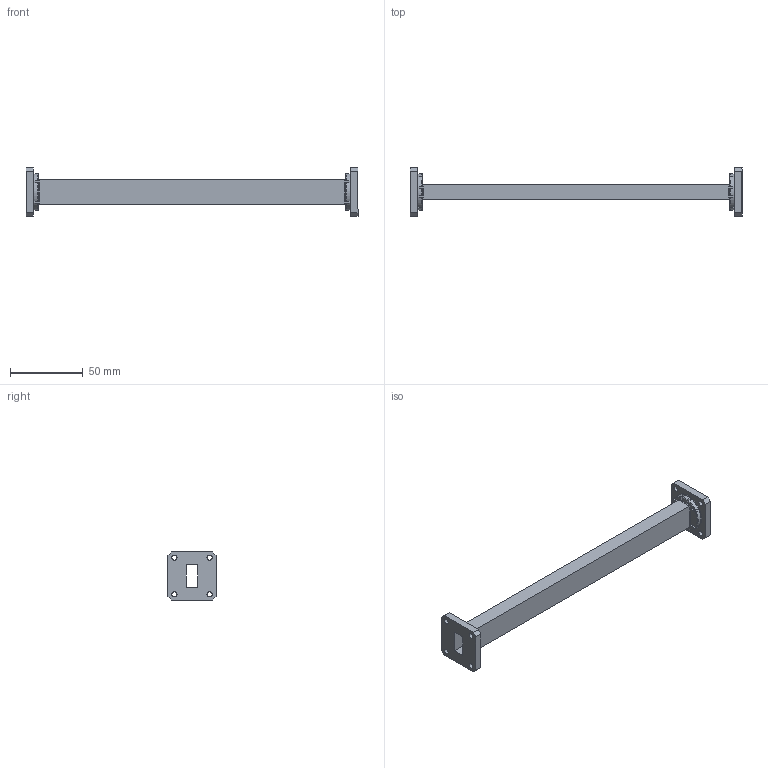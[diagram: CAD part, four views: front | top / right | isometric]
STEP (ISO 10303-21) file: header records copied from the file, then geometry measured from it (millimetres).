
FILE_DESCRIPTION (( 'STEP AP203' ), '1' );
FILE_NAME ('PE-W62S001-9_3D.step', '2021-04-05T21:50:37', ( '' ), ( '' ), 'SwSTEP 2.0', 'SolidWorks 2020', '' );
FILE_SCHEMA (( 'CONFIG_CONTROL_DESIGN' ));
Length unit declared in the file: inch
Products named in the file (1): PE-W62S001-9_3D
Bounding box: 228.6 x 33.35 x 33.35 mm (x, y, z)
Volume: 22843.1 mm3; surface area: 28856.4 mm2
Topology: 1 solids, 1 shells, 171 faces, 466 edges, 292 vertices
Faces by surface type: plane 97, cylinder 48, torus 26
Full cylindrical faces by diameter (mm): 3.658 x8
Entity records: 5413 total; most frequent: CARTESIAN_POINT 1084, DIRECTION 888, ORIENTED_EDGE 876, EDGE_CURVE 438, AXIS2_PLACEMENT_3D 310, VERTEX_POINT 282, VECTOR 268, LINE 268
